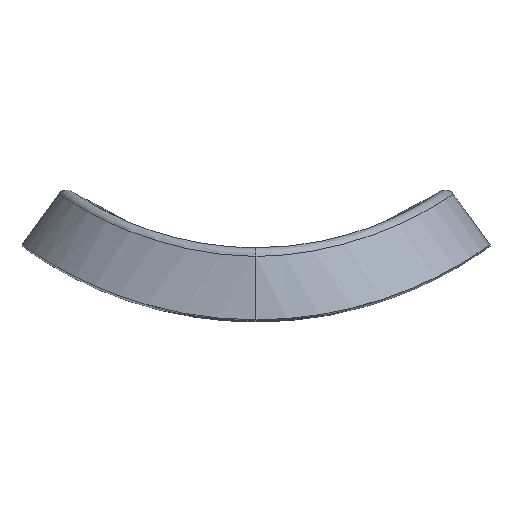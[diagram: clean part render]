
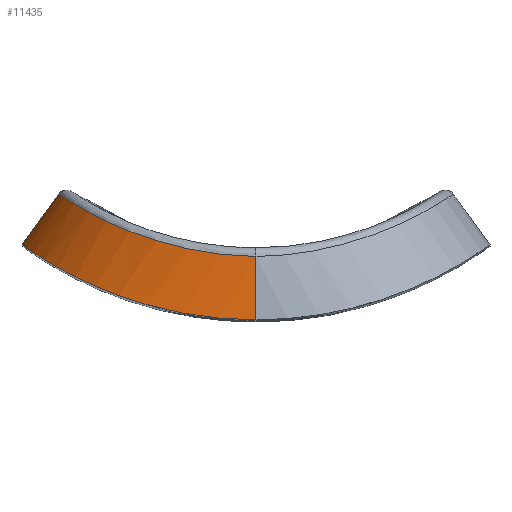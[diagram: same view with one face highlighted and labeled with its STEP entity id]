
A CAD part, top view. The second image highlights one B-rep face of the part: STEP entity #11435.
In plain terms, the highlighted cylindrical face has radius 12 mm (diameter 24 mm), a partial arc.
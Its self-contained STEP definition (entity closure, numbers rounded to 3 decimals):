
#305 = CARTESIAN_POINT ( 'NONE',  ( -11.729, 3.676, 22.831 ) ) ;
#324 = CARTESIAN_POINT ( 'NONE',  ( -5.678, 4.244, 29.69 ) ) ;
#366 = CARTESIAN_POINT ( 'NONE',  ( -8.959, 5.735, 25.63 ) ) ;
#383 = CARTESIAN_POINT ( 'NONE',  ( -9.953, 2.569, 27.238 ) ) ;
#600 = CARTESIAN_POINT ( 'NONE',  ( 0., 0., 32. ) ) ;
#1226 = CARTESIAN_POINT ( 'NONE',  ( -7.234, 1.312, 30.004 ) ) ;
#1273 = CARTESIAN_POINT ( 'NONE',  ( -11.932, 3.818, 21.636 ) ) ;
#1299 = CARTESIAN_POINT ( 'NONE',  ( -7.67, 5.06, 27.735 ) ) ;
#1339 = CARTESIAN_POINT ( 'NONE',  ( 0., 3.246, 31.849 ) ) ;
#1379 = CARTESIAN_POINT ( 'NONE',  ( -5.389, 4.147, 29.896 ) ) ;
#1412 = VERTEX_POINT ( 'NONE', #9597 ) ;
#2236 = CARTESIAN_POINT ( 'NONE',  ( -3.233, 0.252, 31.681 ) ) ;
#2294 = CARTESIAN_POINT ( 'NONE',  ( -1.805, 3.362, 31.504 ) ) ;
#2332 = CARTESIAN_POINT ( 'NONE',  ( -9.839, 6.871, 20. ) ) ;
#2357 = CARTESIAN_POINT ( 'NONE',  ( -10.909, 3.132, 25.523 ) ) ;
#2579 = CARTESIAN_POINT ( 'NONE',  ( 0., 0., 32. ) ) ;
#3049 =( BOUNDED_CURVE ( )  B_SPLINE_CURVE ( 3, ( #2579, #11306, #3535, #12301 ),
 .UNSPECIFIED., .F., .T. ) 
 B_SPLINE_CURVE_WITH_KNOTS ( ( 4, 4 ),
 ( 4.712, 4.871 ),
 .UNSPECIFIED. ) 
 CURVE ( )  GEOMETRIC_REPRESENTATION_ITEM ( )  RATIONAL_B_SPLINE_CURVE ( ( 1., 0.998, 0.998, 1. ) ) 
 REPRESENTATION_ITEM ( '' )  );
#3075 = VERTEX_POINT ( 'NONE', #600 ) ;
#3246 = CARTESIAN_POINT ( 'NONE',  ( -6.24, 0.957, 30.63 ) ) ;
#3289 = CARTESIAN_POINT ( 'NONE',  ( -9.248, 2.197, 28.179 ) ) ;
#3535 = CARTESIAN_POINT ( 'NONE',  ( 0., 2.172, 31.95 ) ) ;
#3793 = ORIENTED_EDGE ( 'NONE', *, *, #5891, .T. ) ;
#4139 = CARTESIAN_POINT ( 'NONE',  ( -9.236, 5.901, 24.978 ) ) ;
#4164 = CARTESIAN_POINT ( 'NONE',  ( -5.533, 0.744, 30.969 ) ) ;
#4205 = CARTESIAN_POINT ( 'NONE',  ( -10.57, 2.921, 26.234 ) ) ;
#4221 = LINE ( 'NONE', #2332, #9080 ) ;
#4249 = CARTESIAN_POINT ( 'NONE',  ( -1.637, 0.049, 31.944 ) ) ;
#4290 = CARTESIAN_POINT ( 'NONE',  ( -12., 3.868, 20. ) ) ;
#4318 = CARTESIAN_POINT ( 'NONE',  ( -6.999, 4.75, 28.546 ) ) ;
#4920 = VERTEX_POINT ( 'NONE', #11212 ) ;
#5122 = CARTESIAN_POINT ( 'NONE',  ( -9.906, 6.323, 22.538 ) ) ;
#5163 = CARTESIAN_POINT ( 'NONE',  ( -6.502, 4.542, 29.034 ) ) ;
#5187 = CARTESIAN_POINT ( 'NONE',  ( -8.993, 2.07, 28.471 ) ) ;
#5259 = CARTESIAN_POINT ( 'NONE',  ( -10.127, 6.471, 20.738 ) ) ;
#5832 = DIRECTION ( 'NONE',  ( 0.584, 0.812, 0. ) ) ;
#5891 = EDGE_CURVE ( 'NONE', #4920, #1412, #8404, .T. ) ;
#6125 = CARTESIAN_POINT ( 'NONE',  ( -8.451, 1.816, 29.024 ) ) ;
#6154 = CARTESIAN_POINT ( 'NONE',  ( -3.524, 3.637, 30.938 ) ) ;
#6195 = CARTESIAN_POINT ( 'NONE',  ( -4.787, 3.963, 30.28 ) ) ;
#6235 = CARTESIAN_POINT ( 'NONE',  ( -10.127, 6.471, 20. ) ) ;
#6601 = ORIENTED_EDGE ( 'NONE', *, *, #10383, .F. ) ;
#6619 = DIRECTION ( 'NONE',  ( -0.812, 0.584, 0. ) ) ;
#7069 = B_SPLINE_CURVE_WITH_KNOTS ( 'NONE', 3,
 ( #10018, #9088, #4249, #9125, #2236, #8205, #7161, #4164, #3246, #1226, #10062, #10987, #6125, #5187, #3289, #10109, #383, #4205, #2357, #8167, #11952, #11036, #305, #1273, #8078, #4290 ),
 .UNSPECIFIED., .F., .F.,
 ( 4, 2, 2, 2, 2, 2, 2, 2, 2, 2, 2, 2, 4 ),
 ( 0., 0.002, 0.004, 0.005, 0.007, 0.009, 0.01, 0.011, 0.012, 0.015, 0.016, 0.017, 0.02 ),
 .UNSPECIFIED. ) ;
#7143 = CARTESIAN_POINT ( 'NONE',  ( -0.366, 3.252, 31.801 ) ) ;
#7161 = CARTESIAN_POINT ( 'NONE',  ( -4.408, 0.475, 31.37 ) ) ;
#7372 = CARTESIAN_POINT ( 'NONE',  ( 9.742, 13.543, 20. ) ) ;
#7811 = ORIENTED_EDGE ( 'NONE', *, *, #9664, .T. ) ;
#8024 = CARTESIAN_POINT ( 'NONE',  ( -9.572, 6.108, 23.949 ) ) ;
#8062 = CARTESIAN_POINT ( 'NONE',  ( -9.837, 6.278, 22.893 ) ) ;
#8078 = CARTESIAN_POINT ( 'NONE',  ( -12., 3.868, 20.825 ) ) ;
#8103 = CARTESIAN_POINT ( 'NONE',  ( -9.671, 6.171, 23.598 ) ) ;
#8167 = CARTESIAN_POINT ( 'NONE',  ( -11.319, 3.398, 24.396 ) ) ;
#8205 = CARTESIAN_POINT ( 'NONE',  ( -4.02, 0.393, 31.487 ) ) ;
#8321 = CYLINDRICAL_SURFACE ( 'NONE', #8459, 12. ) ;
#8335 = ORIENTED_EDGE ( 'NONE', *, *, #11862, .F. ) ;
#8404 = B_SPLINE_CURVE_WITH_KNOTS ( 'NONE', 3,
 ( #1339, #7143, #11933, #10134, #2294, #10088, #6154, #10917, #6195, #1379, #324, #5163, #4318, #1299, #12068, #12019, #11061, #366, #4139, #8024, #8103, #8062, #5122, #9997, #5259, #6235 ),
 .UNSPECIFIED., .F., .F.,
 ( 4, 2, 2, 2, 2, 2, 2, 2, 2, 2, 2, 2, 4 ),
 ( 0., 0.001, 0.002, 0.004, 0.006, 0.007, 0.009, 0.01, 0.011, 0.013, 0.014, 0.015, 0.018 ),
 .UNSPECIFIED. ) ;
#8459 = AXIS2_PLACEMENT_3D ( 'NONE', #7372, #12399, #6619 ) ;
#8845 = VERTEX_POINT ( 'NONE', #12039 ) ;
#9080 = VECTOR ( 'NONE', #5832, 1000. ) ;
#9088 = CARTESIAN_POINT ( 'NONE',  ( -0.824, 0., 32. ) ) ;
#9125 = CARTESIAN_POINT ( 'NONE',  ( -2.837, 0.193, 31.76 ) ) ;
#9597 = CARTESIAN_POINT ( 'NONE',  ( -10.127, 6.471, 20. ) ) ;
#9664 = EDGE_CURVE ( 'NONE', #3075, #4920, #3049, .T. ) ;
#9997 = CARTESIAN_POINT ( 'NONE',  ( -10.071, 6.433, 21.465 ) ) ;
#10018 = CARTESIAN_POINT ( 'NONE',  ( 0., 0., 32. ) ) ;
#10062 = CARTESIAN_POINT ( 'NONE',  ( -7.556, 1.437, 29.774 ) ) ;
#10088 = CARTESIAN_POINT ( 'NONE',  ( -2.856, 3.505, 31.197 ) ) ;
#10109 = CARTESIAN_POINT ( 'NONE',  ( -9.727, 2.446, 27.564 ) ) ;
#10134 = CARTESIAN_POINT ( 'NONE',  ( -1.448, 3.324, 31.593 ) ) ;
#10383 = EDGE_CURVE ( 'NONE', #8845, #1412, #4221, .T. ) ;
#10871 = FACE_OUTER_BOUND ( 'NONE', #11843, .T. ) ;
#10917 = CARTESIAN_POINT ( 'NONE',  ( -4.477, 3.876, 30.456 ) ) ;
#10987 = CARTESIAN_POINT ( 'NONE',  ( -8.164, 1.688, 29.284 ) ) ;
#11036 = CARTESIAN_POINT ( 'NONE',  ( -11.645, 3.617, 23.226 ) ) ;
#11061 = CARTESIAN_POINT ( 'NONE',  ( -8.458, 5.46, 26.561 ) ) ;
#11212 = CARTESIAN_POINT ( 'NONE',  ( 0., 3.246, 31.849 ) ) ;
#11306 = CARTESIAN_POINT ( 'NONE',  ( 0., 1.088, 32. ) ) ;
#11435 = ADVANCED_FACE ( 'NONE', ( #10871 ), #8321, .T. ) ;
#11843 = EDGE_LOOP ( 'NONE', ( #7811, #3793, #6601, #8335 ) ) ;
#11862 = EDGE_CURVE ( 'NONE', #3075, #8845, #7069, .T. ) ;
#11933 = CARTESIAN_POINT ( 'NONE',  ( -0.729, 3.269, 31.741 ) ) ;
#11952 = CARTESIAN_POINT ( 'NONE',  ( -11.44, 3.478, 24.008 ) ) ;
#12019 = CARTESIAN_POINT ( 'NONE',  ( -8.276, 5.363, 26.863 ) ) ;
#12039 = CARTESIAN_POINT ( 'NONE',  ( -12., 3.868, 20. ) ) ;
#12068 = CARTESIAN_POINT ( 'NONE',  ( -7.883, 5.163, 27.45 ) ) ;
#12301 = CARTESIAN_POINT ( 'NONE',  ( 0., 3.246, 31.849 ) ) ;
#12399 = DIRECTION ( 'NONE',  ( 0.584, 0.812, 0. ) ) ;
